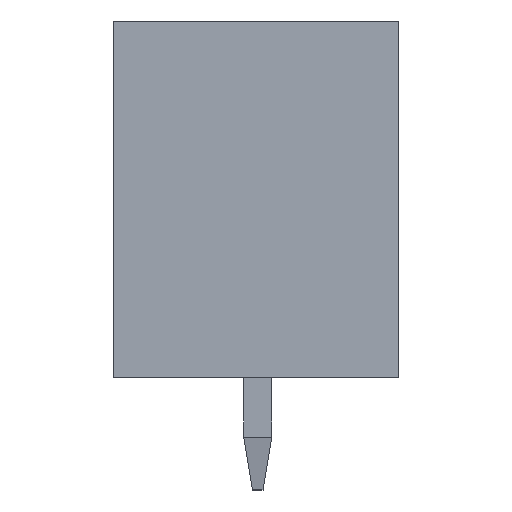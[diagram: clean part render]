
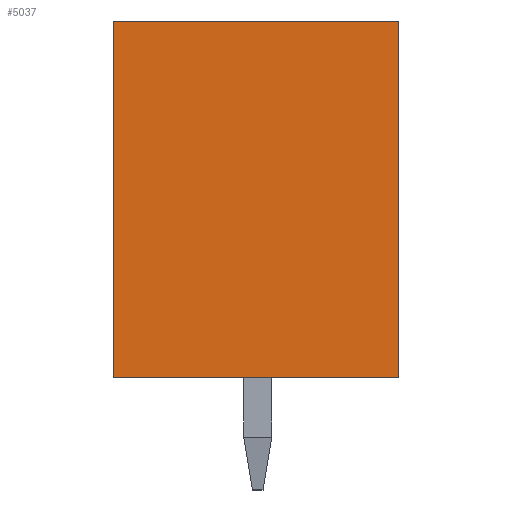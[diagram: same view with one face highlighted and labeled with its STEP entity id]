
A CAD part, left-side view. The second image highlights one B-rep face of the part: STEP entity #5037.
In plain terms, the highlighted planar face has unit normal (-1, 0, 0).
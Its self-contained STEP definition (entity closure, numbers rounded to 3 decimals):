
#5029=AXIS2_PLACEMENT_3D('Plane Axis2P3D',#5026,#5027,#5028) ;
#1417=CARTESIAN_POINT('Line Origine',(0.,4.05,13.3)) ;
#1421=CARTESIAN_POINT('Vertex',(0.,0.,13.3)) ;
#1423=CARTESIAN_POINT('Vertex',(0.,8.1,13.3)) ;
#2214=CARTESIAN_POINT('Line Origine',(0.,8.1,8.25)) ;
#2218=CARTESIAN_POINT('Vertex',(0.,8.1,3.2)) ;
#2246=CARTESIAN_POINT('Line Origine',(0.,4.05,3.2)) ;
#2250=CARTESIAN_POINT('Vertex',(0.,0.,3.2)) ;
#4995=CARTESIAN_POINT('Line Origine',(0.,0.,8.25)) ;
#5026=CARTESIAN_POINT('Axis2P3D Location',(0.,4.,6.7)) ;
#1418=DIRECTION('Vector Direction',(0.,1.,0.)) ;
#2215=DIRECTION('Vector Direction',(0.,0.,-1.)) ;
#2247=DIRECTION('Vector Direction',(0.,-1.,0.)) ;
#4996=DIRECTION('Vector Direction',(0.,0.,1.)) ;
#5027=DIRECTION('Axis2P3D Direction',(-1.,0.,0.)) ;
#5028=DIRECTION('Axis2P3D XDirection',(0.,-1.,0.)) ;
#1419=VECTOR('Line Direction',#1418,1.) ;
#2216=VECTOR('Line Direction',#2215,1.) ;
#2248=VECTOR('Line Direction',#2247,1.) ;
#4997=VECTOR('Line Direction',#4996,1.) ;
#5032=ORIENTED_EDGE('',*,*,#2252,.T.) ;
#5033=ORIENTED_EDGE('',*,*,#4999,.T.) ;
#5034=ORIENTED_EDGE('',*,*,#1425,.T.) ;
#5035=ORIENTED_EDGE('',*,*,#2220,.T.) ;
#5037=ADVANCED_FACE('BREP_WITH_VOIDS #10281',(#5036),#5030,.T.) ;
#1425=EDGE_CURVE('',#1422,#1424,#1420,.T.) ;
#2220=EDGE_CURVE('',#1424,#2219,#2217,.T.) ;
#2252=EDGE_CURVE('',#2219,#2251,#2249,.T.) ;
#4999=EDGE_CURVE('',#2251,#1422,#4998,.T.) ;
#5031=EDGE_LOOP('',(#5032,#5033,#5034,#5035)) ;
#5036=FACE_OUTER_BOUND('',#5031,.T.) ;
#1420=LINE('Line',#1417,#1419) ;
#2217=LINE('Line',#2214,#2216) ;
#2249=LINE('Line',#2246,#2248) ;
#4998=LINE('Line',#4995,#4997) ;
#5030=PLANE('',#5029) ;
#1422=VERTEX_POINT('',#1421) ;
#1424=VERTEX_POINT('',#1423) ;
#2219=VERTEX_POINT('',#2218) ;
#2251=VERTEX_POINT('',#2250) ;
